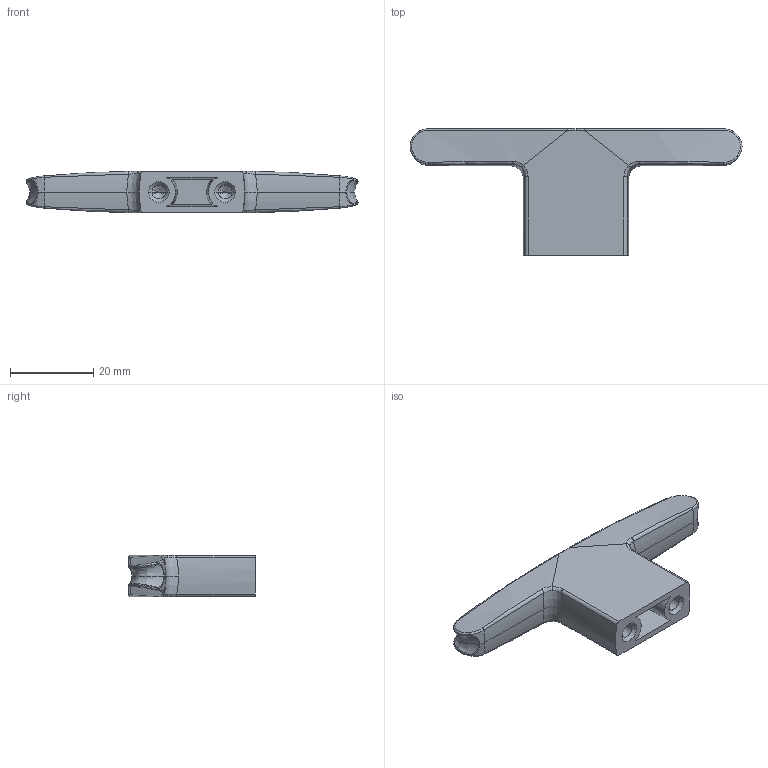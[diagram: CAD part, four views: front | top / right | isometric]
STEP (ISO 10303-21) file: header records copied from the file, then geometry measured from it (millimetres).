
FILE_DESCRIPTION(('Creo Elements/Direct Modeling STEP Export'),'2;1');
FILE_NAME('2570-80.stp','2021-07-22T13:26:07',(''),(''),'Creo Elements/Direct Modeling STEP processor for AP214 (Solid Model)','Creo Elements/Direct Modeling 20.0 12-Nov-2016 (C) Parametric Technology GmbH','');
FILE_SCHEMA(('AUTOMOTIVE_DESIGN { 1 0 10303 214 1 1 1 1 }'));
Length unit declared in the file: millimetre
Products named in the file (1): ZN-11535
Bounding box: 79.98 x 30.5 x 10 mm (x, y, z)
Volume: 9474.5 mm3; surface area: 5455.7 mm2
Topology: 1 solids, 1 shells, 112 faces, 266 edges, 157 vertices
Faces by surface type: bspline 72, cylinder 18, cone 10, plane 8, extrusion 4
Entity records: 14705 total; most frequent: CARTESIAN_POINT 12693, ORIENTED_EDGE 524, EDGE_CURVE 262, DIRECTION 210, B_SPLINE_CURVE_WITH_KNOTS 174, VERTEX_POINT 157, EDGE_LOOP 117, FACE_OUTER_BOUND 112
